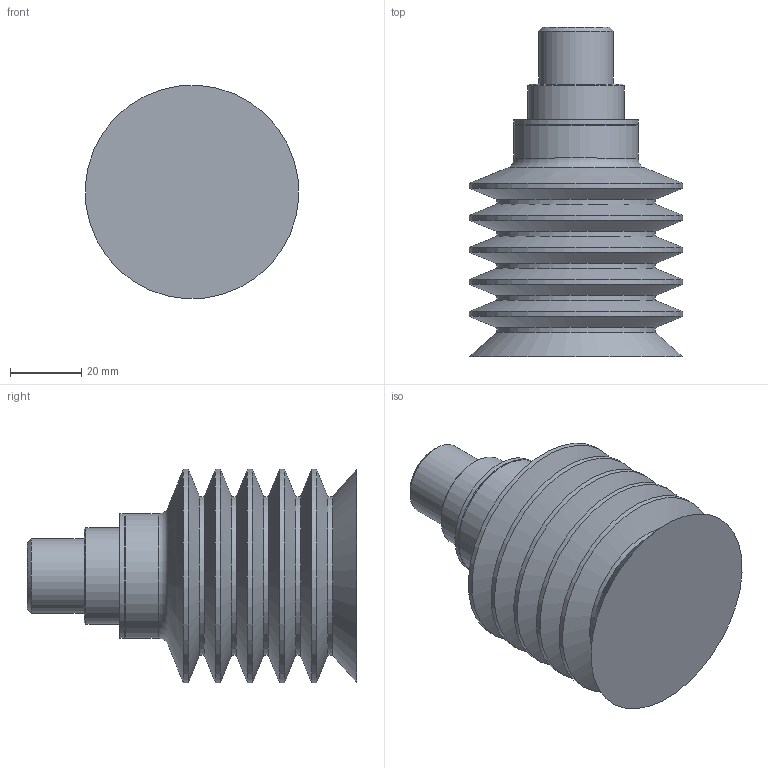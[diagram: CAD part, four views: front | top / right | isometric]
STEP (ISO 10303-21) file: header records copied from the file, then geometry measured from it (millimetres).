
FILE_DESCRIPTION(/* description */ (''),/* implementation_level */ '2;1');
FILE_NAME(/* name */ 'vf60-5sb_rac21r1-2m.stp',/* time_stamp */ '2020-09-25T08:09:54+02:00',/* author */ ('enginyeria'),/* organization */ (''),/* preprocessor_version */ 'ST-DEVELOPER v17.2',/* originating_system */ 'Autodesk Inventor 2019',/* authorisation */ '');
FILE_SCHEMA (('CONFIG_CONTROL_DESIGN'));
Length unit declared in the file: millimetre
Products named in the file (1): vf60-5sb_rac21r1-2m
Bounding box: 59.9 x 92.55 x 59.9 mm (x, y, z)
Volume: 133984.9 mm3; surface area: 27007.6 mm2
Topology: 1 solids, 2 shells, 40 faces, 107 edges, 75 vertices
Faces by surface type: cylinder 16, cone 15, plane 8, torus 1
Full cylindrical faces by diameter (mm): 15 x1, 20.955 x1, 21.5 x1, 27 x1, 35 x2, 44.654 x5, 60 x5
Entity records: 1409 total; most frequent: DIRECTION 265, CARTESIAN_POINT 223, ORIENTED_EDGE 214, AXIS2_PLACEMENT_3D 117, EDGE_CURVE 107, CIRCLE 76, VERTEX_POINT 75, EDGE_LOOP 44
